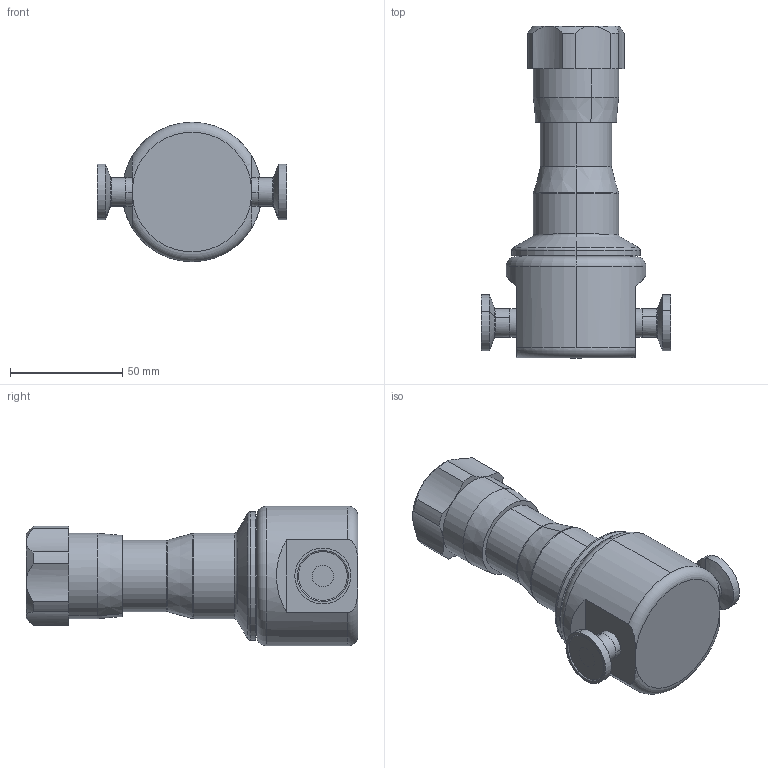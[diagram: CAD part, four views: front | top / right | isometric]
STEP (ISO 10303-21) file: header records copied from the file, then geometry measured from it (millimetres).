
FILE_DESCRIPTION (( 'STEP AP203' ), '1' );
FILE_NAME ('JSB-050-CA.STEP', '2017-06-21T13:16:15', ( '' ), ( '' ), 'SwSTEP 2.0', 'SolidWorks 2014', '' );
FILE_SCHEMA (( 'CONFIG_CONTROL_DESIGN' ));
Length unit declared in the file: inch
Products named in the file (2): JSB-050-CA
Bounding box: 84.4 x 147.96 x 62.23 mm (x, y, z)
Volume: 254029.8 mm3; surface area: 31828.7 mm2
Topology: 1 solids, 3 shells, 106 faces, 230 edges, 138 vertices
Faces by surface type: cylinder 43, plane 24, torus 20, cone 19
Entity records: 3269 total; most frequent: CARTESIAN_POINT 722, DIRECTION 572, ORIENTED_EDGE 460, AXIS2_PLACEMENT_3D 254, EDGE_CURVE 230, CIRCLE 146, VERTEX_POINT 138, EDGE_LOOP 114
